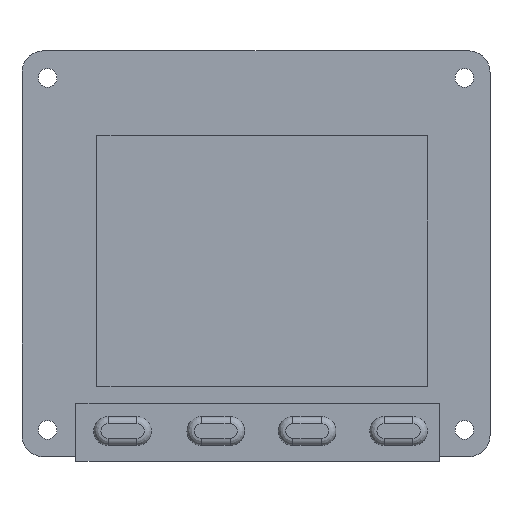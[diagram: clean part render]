
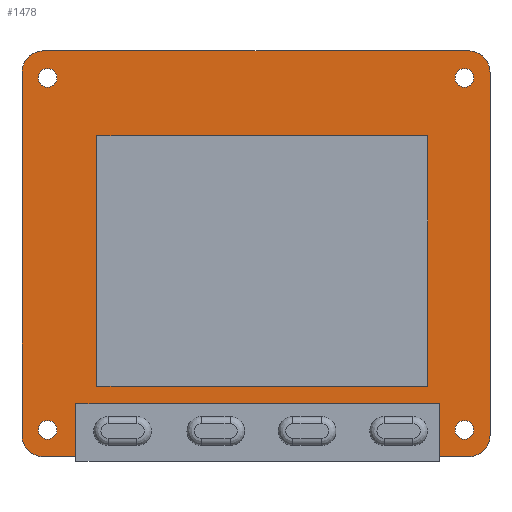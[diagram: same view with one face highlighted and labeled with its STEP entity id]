
A CAD part, top view. The second image highlights one B-rep face of the part: STEP entity #1478.
In plain terms, the highlighted planar face has unit normal (0, 0, 1).
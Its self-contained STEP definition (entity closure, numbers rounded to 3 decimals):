
#29=FACE_BOUND('',#289,.T.);
#30=FACE_BOUND('',#290,.T.);
#31=FACE_BOUND('',#291,.T.);
#32=FACE_BOUND('',#292,.T.);
#33=FACE_BOUND('',#293,.T.);
#34=FACE_BOUND('',#294,.T.);
#35=FACE_BOUND('',#295,.T.);
#36=FACE_BOUND('',#296,.T.);
#37=FACE_BOUND('',#297,.T.);
#90=PLANE('',#1638);
#187=FACE_OUTER_BOUND('',#288,.T.);
#288=EDGE_LOOP('',(#1330,#1331,#1332,#1333,#1334,#1335,#1336,#1337));
#289=EDGE_LOOP('',(#1338,#1339,#1340,#1341));
#290=EDGE_LOOP('',(#1342,#1343,#1344,#1345));
#291=EDGE_LOOP('',(#1346,#1347,#1348,#1349));
#292=EDGE_LOOP('',(#1350,#1351,#1352,#1353));
#293=EDGE_LOOP('',(#1354,#1355,#1356,#1357));
#294=EDGE_LOOP('',(#1358));
#295=EDGE_LOOP('',(#1359));
#296=EDGE_LOOP('',(#1360));
#297=EDGE_LOOP('',(#1361));
#354=LINE('',#2384,#490);
#361=LINE('',#2414,#497);
#363=LINE('',#2420,#499);
#369=LINE('',#2456,#505);
#373=LINE('',#2464,#509);
#376=LINE('',#2470,#512);
#379=LINE('',#2475,#515);
#381=LINE('',#2481,#517);
#385=LINE('',#2489,#521);
#388=LINE('',#2495,#524);
#391=LINE('',#2500,#527);
#393=LINE('',#2506,#529);
#397=LINE('',#2514,#533);
#400=LINE('',#2520,#536);
#403=LINE('',#2525,#539);
#405=LINE('',#2531,#541);
#409=LINE('',#2539,#545);
#412=LINE('',#2545,#548);
#415=LINE('',#2550,#551);
#417=LINE('',#2556,#553);
#421=LINE('',#2564,#557);
#424=LINE('',#2570,#560);
#427=LINE('',#2575,#563);
#433=LINE('',#2595,#569);
#490=VECTOR('',#1853,10.);
#497=VECTOR('',#1882,10.);
#499=VECTOR('',#1890,10.);
#505=VECTOR('',#1934,10.);
#509=VECTOR('',#1940,10.);
#512=VECTOR('',#1945,10.);
#515=VECTOR('',#1950,10.);
#517=VECTOR('',#1956,10.);
#521=VECTOR('',#1962,10.);
#524=VECTOR('',#1967,10.);
#527=VECTOR('',#1972,10.);
#529=VECTOR('',#1978,10.);
#533=VECTOR('',#1984,10.);
#536=VECTOR('',#1989,10.);
#539=VECTOR('',#1994,10.);
#541=VECTOR('',#2000,10.);
#545=VECTOR('',#2006,10.);
#548=VECTOR('',#2011,10.);
#551=VECTOR('',#2016,10.);
#553=VECTOR('',#2022,10.);
#557=VECTOR('',#2028,10.);
#560=VECTOR('',#2033,10.);
#563=VECTOR('',#2038,10.);
#569=VECTOR('',#2064,10.);
#611=CIRCLE('',#1570,3.);
#619=CIRCLE('',#1581,3.);
#620=CIRCLE('',#1584,3.);
#621=CIRCLE('',#1587,3.);
#630=CIRCLE('',#1630,1.3);
#631=CIRCLE('',#1632,1.3);
#632=CIRCLE('',#1634,1.3);
#633=CIRCLE('',#1636,1.3);
#692=VERTEX_POINT('',#2374);
#693=VERTEX_POINT('',#2376);
#695=VERTEX_POINT('',#2382);
#705=VERTEX_POINT('',#2406);
#706=VERTEX_POINT('',#2408);
#707=VERTEX_POINT('',#2412);
#708=VERTEX_POINT('',#2416);
#709=VERTEX_POINT('',#2422);
#718=VERTEX_POINT('',#2454);
#719=VERTEX_POINT('',#2455);
#722=VERTEX_POINT('',#2463);
#724=VERTEX_POINT('',#2469);
#726=VERTEX_POINT('',#2479);
#727=VERTEX_POINT('',#2480);
#730=VERTEX_POINT('',#2488);
#732=VERTEX_POINT('',#2494);
#734=VERTEX_POINT('',#2504);
#735=VERTEX_POINT('',#2505);
#738=VERTEX_POINT('',#2513);
#740=VERTEX_POINT('',#2519);
#742=VERTEX_POINT('',#2529);
#743=VERTEX_POINT('',#2530);
#746=VERTEX_POINT('',#2538);
#748=VERTEX_POINT('',#2544);
#750=VERTEX_POINT('',#2554);
#751=VERTEX_POINT('',#2555);
#754=VERTEX_POINT('',#2563);
#756=VERTEX_POINT('',#2569);
#758=VERTEX_POINT('',#2579);
#759=VERTEX_POINT('',#2583);
#760=VERTEX_POINT('',#2587);
#761=VERTEX_POINT('',#2591);
#856=EDGE_CURVE('',#692,#693,#611,.T.);
#860=EDGE_CURVE('',#695,#692,#354,.T.);
#872=EDGE_CURVE('',#705,#706,#619,.T.);
#875=EDGE_CURVE('',#707,#705,#361,.T.);
#877=EDGE_CURVE('',#708,#707,#620,.T.);
#878=EDGE_CURVE('',#693,#708,#363,.T.);
#880=EDGE_CURVE('',#709,#695,#621,.T.);
#893=EDGE_CURVE('',#718,#719,#369,.T.);
#897=EDGE_CURVE('',#719,#722,#373,.T.);
#900=EDGE_CURVE('',#722,#724,#376,.T.);
#903=EDGE_CURVE('',#724,#718,#379,.T.);
#905=EDGE_CURVE('',#726,#727,#381,.T.);
#909=EDGE_CURVE('',#727,#730,#385,.T.);
#912=EDGE_CURVE('',#730,#732,#388,.T.);
#915=EDGE_CURVE('',#732,#726,#391,.T.);
#917=EDGE_CURVE('',#734,#735,#393,.T.);
#921=EDGE_CURVE('',#735,#738,#397,.T.);
#924=EDGE_CURVE('',#738,#740,#400,.T.);
#927=EDGE_CURVE('',#740,#734,#403,.T.);
#929=EDGE_CURVE('',#742,#743,#405,.T.);
#933=EDGE_CURVE('',#743,#746,#409,.T.);
#936=EDGE_CURVE('',#746,#748,#412,.T.);
#939=EDGE_CURVE('',#748,#742,#415,.T.);
#941=EDGE_CURVE('',#750,#751,#417,.T.);
#945=EDGE_CURVE('',#751,#754,#421,.T.);
#948=EDGE_CURVE('',#754,#756,#424,.T.);
#951=EDGE_CURVE('',#756,#750,#427,.T.);
#954=EDGE_CURVE('',#758,#758,#630,.T.);
#956=EDGE_CURVE('',#759,#759,#631,.T.);
#958=EDGE_CURVE('',#760,#760,#632,.T.);
#960=EDGE_CURVE('',#761,#761,#633,.T.);
#961=EDGE_CURVE('',#706,#709,#433,.T.);
#1330=ORIENTED_EDGE('',*,*,#856,.F.);
#1331=ORIENTED_EDGE('',*,*,#860,.F.);
#1332=ORIENTED_EDGE('',*,*,#880,.F.);
#1333=ORIENTED_EDGE('',*,*,#961,.F.);
#1334=ORIENTED_EDGE('',*,*,#872,.F.);
#1335=ORIENTED_EDGE('',*,*,#875,.F.);
#1336=ORIENTED_EDGE('',*,*,#877,.F.);
#1337=ORIENTED_EDGE('',*,*,#878,.F.);
#1338=ORIENTED_EDGE('',*,*,#893,.T.);
#1339=ORIENTED_EDGE('',*,*,#897,.T.);
#1340=ORIENTED_EDGE('',*,*,#900,.T.);
#1341=ORIENTED_EDGE('',*,*,#903,.T.);
#1342=ORIENTED_EDGE('',*,*,#905,.T.);
#1343=ORIENTED_EDGE('',*,*,#909,.T.);
#1344=ORIENTED_EDGE('',*,*,#912,.T.);
#1345=ORIENTED_EDGE('',*,*,#915,.T.);
#1346=ORIENTED_EDGE('',*,*,#917,.T.);
#1347=ORIENTED_EDGE('',*,*,#921,.T.);
#1348=ORIENTED_EDGE('',*,*,#924,.T.);
#1349=ORIENTED_EDGE('',*,*,#927,.T.);
#1350=ORIENTED_EDGE('',*,*,#929,.T.);
#1351=ORIENTED_EDGE('',*,*,#933,.T.);
#1352=ORIENTED_EDGE('',*,*,#936,.T.);
#1353=ORIENTED_EDGE('',*,*,#939,.T.);
#1354=ORIENTED_EDGE('',*,*,#941,.T.);
#1355=ORIENTED_EDGE('',*,*,#945,.T.);
#1356=ORIENTED_EDGE('',*,*,#948,.T.);
#1357=ORIENTED_EDGE('',*,*,#951,.T.);
#1358=ORIENTED_EDGE('',*,*,#960,.T.);
#1359=ORIENTED_EDGE('',*,*,#958,.T.);
#1360=ORIENTED_EDGE('',*,*,#956,.T.);
#1361=ORIENTED_EDGE('',*,*,#954,.T.);
#1478=ADVANCED_FACE('',(#187,#29,#30,#31,#32,#33,#34,#35,#36,#37),#90,.T.);
#1570=AXIS2_PLACEMENT_3D('',#2377,#1846,#1847);
#1581=AXIS2_PLACEMENT_3D('',#2409,#1876,#1877);
#1584=AXIS2_PLACEMENT_3D('',#2418,#1886,#1887);
#1587=AXIS2_PLACEMENT_3D('',#2424,#1894,#1895);
#1630=AXIS2_PLACEMENT_3D('',#2581,#2045,#2046);
#1632=AXIS2_PLACEMENT_3D('',#2585,#2050,#2051);
#1634=AXIS2_PLACEMENT_3D('',#2589,#2055,#2056);
#1636=AXIS2_PLACEMENT_3D('',#2593,#2060,#2061);
#1638=AXIS2_PLACEMENT_3D('',#2596,#2065,#2066);
#1846=DIRECTION('center_axis',(0.,0.,-1.));
#1847=DIRECTION('ref_axis',(-0.707,-0.707,0.));
#1853=DIRECTION('',(-1.,0.,0.));
#1876=DIRECTION('center_axis',(0.,0.,-1.));
#1877=DIRECTION('ref_axis',(0.707,0.707,0.));
#1882=DIRECTION('',(1.,0.,0.));
#1886=DIRECTION('center_axis',(0.,0.,-1.));
#1887=DIRECTION('ref_axis',(-0.707,0.707,0.));
#1890=DIRECTION('',(0.,1.,0.));
#1894=DIRECTION('center_axis',(0.,0.,-1.));
#1895=DIRECTION('ref_axis',(0.707,-0.707,0.));
#1934=DIRECTION('',(0.,-1.,0.));
#1940=DIRECTION('',(-1.,0.,0.));
#1945=DIRECTION('',(0.,1.,0.));
#1950=DIRECTION('',(1.,0.,0.));
#1956=DIRECTION('',(0.,-1.,0.));
#1962=DIRECTION('',(-1.,0.,0.));
#1967=DIRECTION('',(0.,1.,0.));
#1972=DIRECTION('',(1.,0.,0.));
#1978=DIRECTION('',(-1.,0.,0.));
#1984=DIRECTION('',(0.,1.,0.));
#1989=DIRECTION('',(1.,0.,0.));
#1994=DIRECTION('',(0.,-1.,0.));
#2000=DIRECTION('',(-1.,0.,0.));
#2006=DIRECTION('',(0.,1.,0.));
#2011=DIRECTION('',(1.,0.,0.));
#2016=DIRECTION('',(0.,-1.,0.));
#2022=DIRECTION('',(0.,1.,0.));
#2028=DIRECTION('',(1.,0.,0.));
#2033=DIRECTION('',(0.,-1.,0.));
#2038=DIRECTION('',(-1.,0.,0.));
#2045=DIRECTION('center_axis',(0.,0.,-1.));
#2046=DIRECTION('ref_axis',(1.,0.,0.));
#2050=DIRECTION('center_axis',(0.,0.,-1.));
#2051=DIRECTION('ref_axis',(1.,0.,0.));
#2055=DIRECTION('center_axis',(0.,0.,-1.));
#2056=DIRECTION('ref_axis',(1.,0.,0.));
#2060=DIRECTION('center_axis',(0.,0.,-1.));
#2061=DIRECTION('ref_axis',(1.,0.,0.));
#2064=DIRECTION('',(0.,-1.,0.));
#2065=DIRECTION('center_axis',(0.,0.,1.));
#2066=DIRECTION('ref_axis',(1.,0.,0.));
#2374=CARTESIAN_POINT('',(3.,-56.39,0.));
#2376=CARTESIAN_POINT('',(0.,-53.39,0.));
#2377=CARTESIAN_POINT('Origin',(3.,-53.39,0.));
#2382=CARTESIAN_POINT('',(62.02,-56.39,0.));
#2384=CARTESIAN_POINT('',(65.02,-56.39,0.));
#2406=CARTESIAN_POINT('',(62.02,0.,0.));
#2408=CARTESIAN_POINT('',(65.02,-3.,0.));
#2409=CARTESIAN_POINT('Origin',(62.02,-3.,0.));
#2412=CARTESIAN_POINT('',(3.,0.,0.));
#2414=CARTESIAN_POINT('',(0.,0.,0.));
#2416=CARTESIAN_POINT('',(0.,-3.,0.));
#2418=CARTESIAN_POINT('Origin',(3.,-3.,0.));
#2420=CARTESIAN_POINT('',(0.,-56.39,0.));
#2422=CARTESIAN_POINT('',(65.02,-53.39,0.));
#2424=CARTESIAN_POINT('Origin',(62.02,-53.39,0.));
#2454=CARTESIAN_POINT('',(55.32,-49.83,0.));
#2455=CARTESIAN_POINT('',(55.32,-55.83,0.));
#2456=CARTESIAN_POINT('',(55.32,-42.013,0.));
#2463=CARTESIAN_POINT('',(49.32,-55.83,0.));
#2464=CARTESIAN_POINT('',(40.915,-55.83,0.));
#2469=CARTESIAN_POINT('',(49.32,-49.83,0.));
#2470=CARTESIAN_POINT('',(49.32,-39.013,0.));
#2475=CARTESIAN_POINT('',(43.915,-49.83,0.));
#2479=CARTESIAN_POINT('',(16.97,-49.83,0.));
#2480=CARTESIAN_POINT('',(16.97,-55.83,0.));
#2481=CARTESIAN_POINT('',(16.97,-42.013,0.));
#2488=CARTESIAN_POINT('',(10.97,-55.83,0.));
#2489=CARTESIAN_POINT('',(21.74,-55.83,0.));
#2494=CARTESIAN_POINT('',(10.97,-49.83,0.));
#2495=CARTESIAN_POINT('',(10.97,-39.013,0.));
#2500=CARTESIAN_POINT('',(24.74,-49.83,0.));
#2504=CARTESIAN_POINT('',(42.62,-55.83,0.));
#2505=CARTESIAN_POINT('',(36.62,-55.83,0.));
#2506=CARTESIAN_POINT('',(34.565,-55.83,0.));
#2513=CARTESIAN_POINT('',(36.62,-49.83,0.));
#2514=CARTESIAN_POINT('',(36.62,-39.013,0.));
#2519=CARTESIAN_POINT('',(42.62,-49.83,0.));
#2520=CARTESIAN_POINT('',(37.565,-49.83,0.));
#2525=CARTESIAN_POINT('',(42.62,-42.013,0.));
#2529=CARTESIAN_POINT('',(29.92,-55.83,0.));
#2530=CARTESIAN_POINT('',(23.92,-55.83,0.));
#2531=CARTESIAN_POINT('',(28.215,-55.83,0.));
#2538=CARTESIAN_POINT('',(23.92,-49.83,0.));
#2539=CARTESIAN_POINT('',(23.92,-39.013,0.));
#2544=CARTESIAN_POINT('',(29.92,-49.83,0.));
#2545=CARTESIAN_POINT('',(31.215,-49.83,0.));
#2550=CARTESIAN_POINT('',(29.92,-42.013,0.));
#2554=CARTESIAN_POINT('',(10.415,-46.61,0.));
#2555=CARTESIAN_POINT('',(10.415,-11.81,0.));
#2556=CARTESIAN_POINT('',(10.415,-20.003,0.));
#2563=CARTESIAN_POINT('',(56.385,-11.81,0.));
#2564=CARTESIAN_POINT('',(44.448,-11.81,0.));
#2569=CARTESIAN_POINT('',(56.385,-46.61,0.));
#2570=CARTESIAN_POINT('',(56.385,-37.403,0.));
#2575=CARTESIAN_POINT('',(21.463,-46.61,0.));
#2579=CARTESIAN_POINT('',(2.255,-52.645,0.));
#2581=CARTESIAN_POINT('Origin',(3.555,-52.645,0.));
#2583=CARTESIAN_POINT('',(2.255,-3.745,0.));
#2585=CARTESIAN_POINT('Origin',(3.555,-3.745,0.));
#2587=CARTESIAN_POINT('',(60.165,-3.745,0.));
#2589=CARTESIAN_POINT('Origin',(61.465,-3.745,0.));
#2591=CARTESIAN_POINT('',(60.165,-52.645,0.));
#2593=CARTESIAN_POINT('Origin',(61.465,-52.645,0.));
#2595=CARTESIAN_POINT('',(65.02,0.,0.));
#2596=CARTESIAN_POINT('Origin',(32.51,-28.195,0.));
